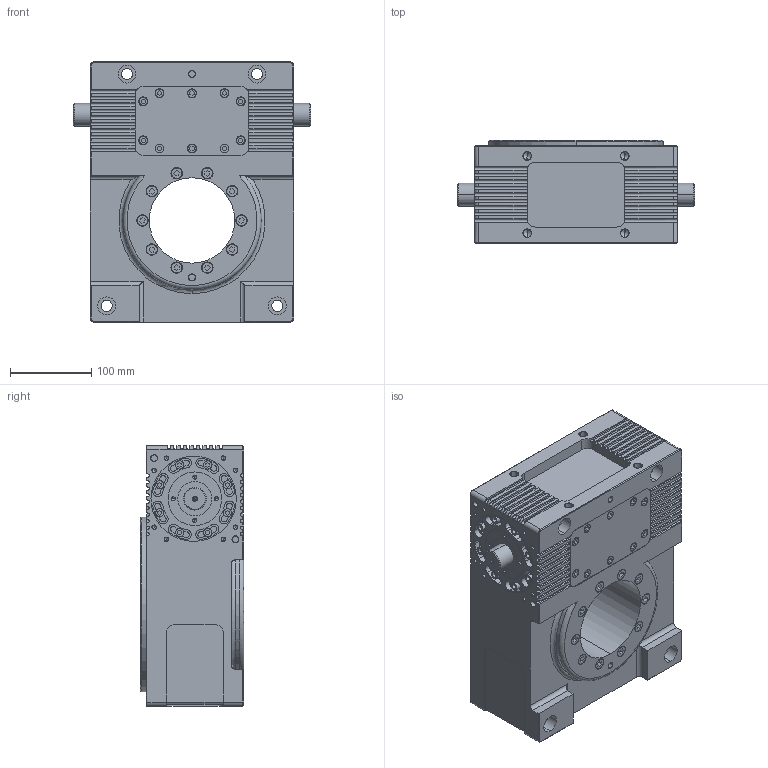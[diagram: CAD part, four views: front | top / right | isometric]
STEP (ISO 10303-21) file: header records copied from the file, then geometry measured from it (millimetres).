
FILE_DESCRIPTION (( 'STEP AP203' ), '1' );
FILE_NAME ('RT250-SSPM2-24360-R1¹ê¤ß¶b¥~«¬(20240222).stp', '2025-06-24T05:42:00', ( '' ), ( '' ), 'SwSTEP 2.0', 'SolidWorks 2018', '' );
FILE_SCHEMA (( 'CONFIG_CONTROL_DESIGN' ));
Products named in the file (1): RT250-SSPM2-24360-R1實心軸外型(20240222)
Bounding box: 292 x 127 x 320 mm (x, y, z)
Volume: 7888184.3 mm3; surface area: 449642 mm2
Topology: 1 solids, 1 shells, 1430 faces, 3681 edges, 2327 vertices
Faces by surface type: plane 667, cylinder 568, cone 180, bspline 12, torus 3
Entity records: 46330 total; most frequent: CARTESIAN_POINT 10641, DIRECTION 7749, ORIENTED_EDGE 7202, EDGE_CURVE 3601, AXIS2_PLACEMENT_3D 2795, VERTEX_POINT 2327, VECTOR 2159, LINE 2159
